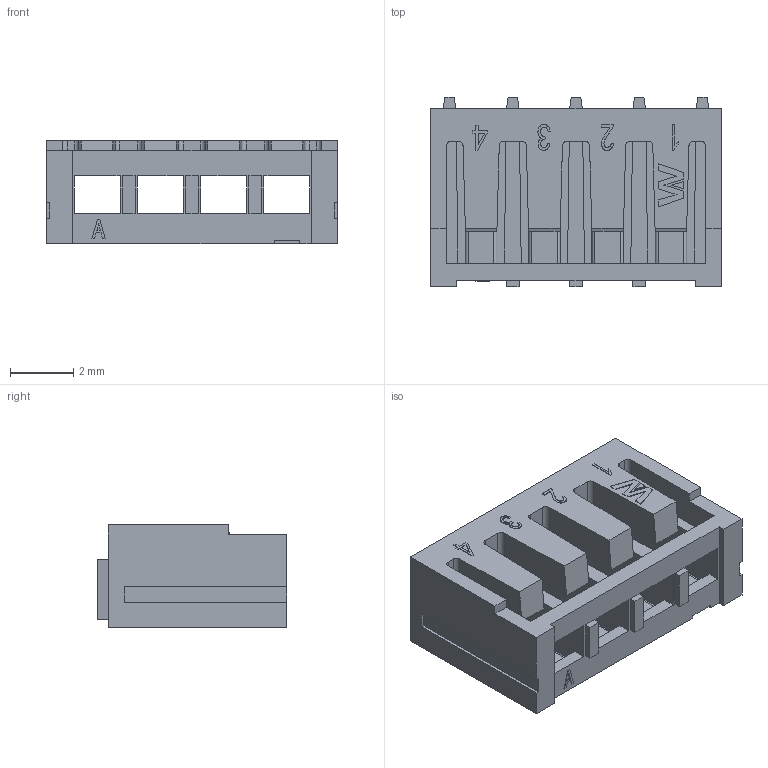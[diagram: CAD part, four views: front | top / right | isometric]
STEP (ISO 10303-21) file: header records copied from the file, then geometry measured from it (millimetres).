
FILE_DESCRIPTION( ('This file contains a STEP AP42 implementation' ,'as created by ZW3D STEP Interface translator.') ,'2;1' );
FILE_NAME( 'WF2004-1HXXW01.stp' ,'241019. 95427', (''), ('ZWCAD Software Co.'), 'Version 1.0', 'ZW3D to STEP translator', '' );
FILE_SCHEMA(('AUTOMOTIVE_DESIGN { 1 0 10303 214 1 1 1 1 }'));
Length unit declared in the file: millimetre
Products named in the file (2): 0; WF2004-1H04W01
Bounding box: 9.2 x 6 x 3.27 mm (x, y, z)
Volume: 85.7 mm3; surface area: 366.7 mm2
Topology: 1 solids, 1 shells, 289 faces, 804 edges, 518 vertices
Faces by surface type: plane 242, cylinder 30, bspline 17
Entity records: 10037 total; most frequent: CARTESIAN_POINT 2443, ORIENTED_EDGE 1608, DIRECTION 1336, EDGE_CURVE 804, VECTOR 718, LINE 718, VERTEX_POINT 518, AXIS2_PLACEMENT_3D 309
